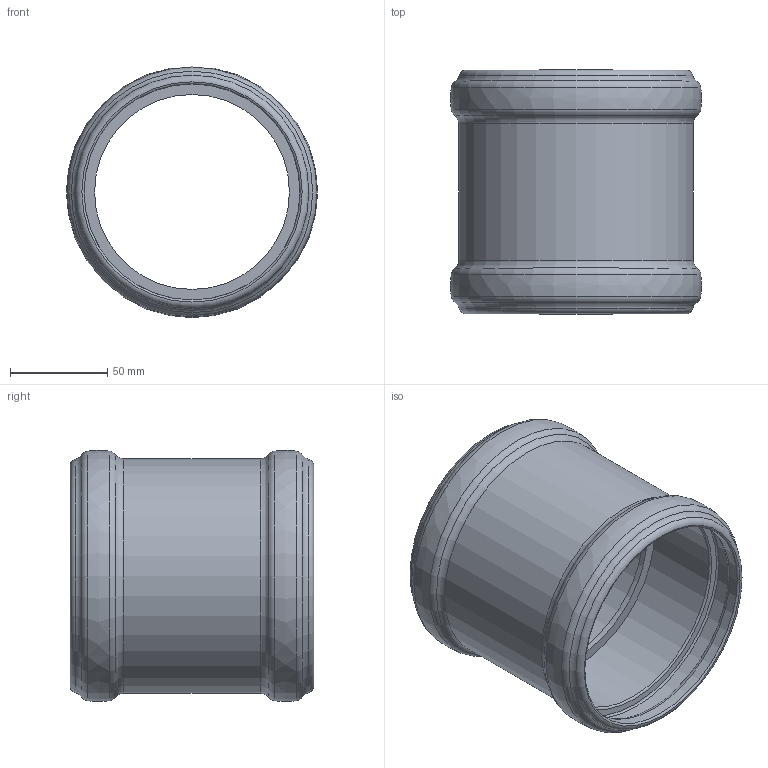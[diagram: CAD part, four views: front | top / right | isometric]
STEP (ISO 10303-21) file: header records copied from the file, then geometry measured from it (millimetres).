
FILE_DESCRIPTION(/* description */ (''),/* implementation_level */ '2;1');
FILE_NAME(/* name */ '335510 SKOLANsafeMM Doppelmuffe DN_OD 110.stp',/* time_stamp */ '2018-07-16T09:52:07+02:00',/* author */ ('user1'),/* organization */ (''),/* preprocessor_version */ 'ST-DEVELOPER v16.1',/* originating_system */ 'Autodesk Inventor 2016',/* authorisation */ '');
FILE_SCHEMA (('AUTOMOTIVE_DESIGN { 1 0 10303 214 3 1 1 }'));
Length unit declared in the file: millimetre
Products named in the file (1): 335510 SKOLANsafeMM Doppelmuffe DN_OD 110
Bounding box: 128.9 x 125 x 128.85 mm (x, y, z)
Volume: 233077.3 mm3; surface area: 105037.3 mm2
Topology: 1 solids, 1 shells, 36 faces, 74 edges, 40 vertices
Faces by surface type: torus 20, cylinder 8, cone 4, bspline 2, plane 2
Full cylindrical faces by diameter (mm): 100 x1, 110.8 x2, 111 x2, 120.4 x1, 120.9 x2
Entity records: 844 total; most frequent: CARTESIAN_POINT 175, DIRECTION 150, ORIENTED_EDGE 84, AXIS2_PLACEMENT_3D 75, EDGE_LOOP 70, EDGE_CURVE 42, CIRCLE 40, VERTEX_POINT 40
